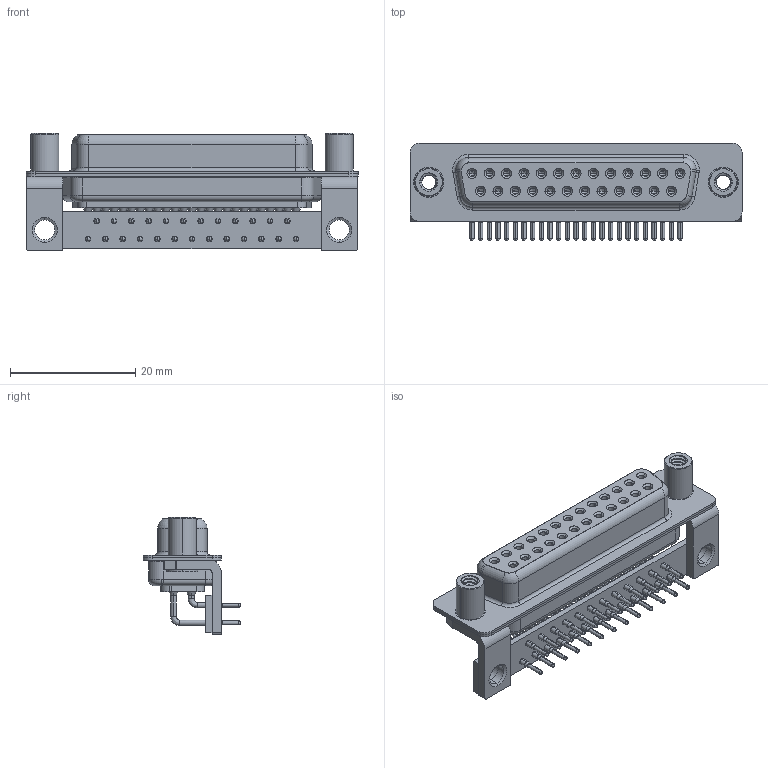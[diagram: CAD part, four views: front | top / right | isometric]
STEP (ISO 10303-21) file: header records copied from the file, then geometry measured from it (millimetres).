
FILE_DESCRIPTION (( 'STEP AP203' ), '1' );
FILE_NAME ('622-M25-360-BT6.STEP', '2018-09-24T21:49:54', ( '' ), ( '' ), 'SwSTEP 2.0', 'SolidWorks 2016', '' );
FILE_SCHEMA (( 'CONFIG_CONTROL_DESIGN' ));
Length unit declared in the file: millimetre
Products named in the file (9): 622M Stabilizer Board_25 Contacts; 622-M25-360-BT6; 622M Housing_25 Contacts; 622M Shell Front_25 Contacts; 622M Shell Rear_25 Contacts; 622M Contact Row 1; 622M Contact Row 2; 622M Stabilizer Bracket; 622M 4-40 Threaded Standoff
Assembly tree (33 placements, depth 2):
  622-M25-360-BT6
    622M Housing_25 Contacts
    622M Shell Front_25 Contacts
    622M Shell Rear_25 Contacts
    622M Contact Row 1  x13
    622M Contact Row 2  x12
    622M Stabilizer Bracket  x2
    622M 4-40 Threaded Standoff  x2
    622M Stabilizer Board_25 Contacts
Bounding box: 53.05 x 15.6 x 18.7 mm (x, y, z)
Volume: 4489 mm3; surface area: 11119.8 mm2
Topology: 33 solids, 33 shells, 1754 faces, 4480 edges, 2830 vertices
Faces by surface type: cylinder 826, plane 470, cone 289, bspline 106, torus 63
Entity records: 26098 total; most frequent: CARTESIAN_POINT 6001, DIRECTION 4219, ORIENTED_EDGE 3614, EDGE_CURVE 1807, AXIS2_PLACEMENT_3D 1758, VERTEX_POINT 1156, CIRCLE 977, EDGE_LOOP 967
